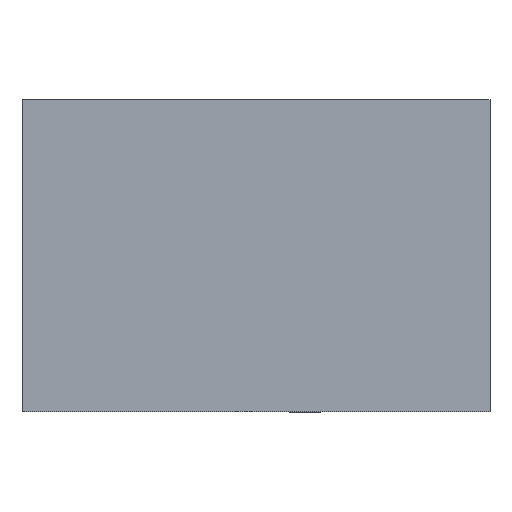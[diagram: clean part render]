
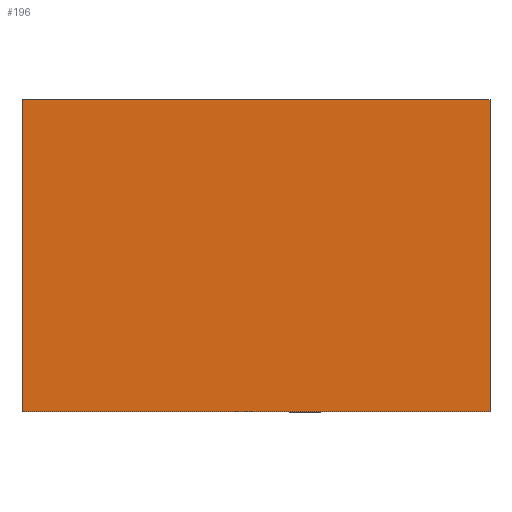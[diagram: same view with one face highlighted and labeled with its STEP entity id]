
A CAD part, front view. The second image highlights one B-rep face of the part: STEP entity #196.
In plain terms, the highlighted planar face has unit normal (0, -1, 0).
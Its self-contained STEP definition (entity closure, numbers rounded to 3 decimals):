
#143 = AXIS2_PLACEMENT_3D ( 'NONE', #2250, #1784, #2979 ) ;
#148 = VERTEX_POINT ( 'NONE', #2997 ) ;
#162 = VECTOR ( 'NONE', #1223, 1000. ) ;
#196 = ADVANCED_FACE ( 'NONE', ( #2607 ), #1069, .F. ) ;
#259 = CARTESIAN_POINT ( 'NONE',  ( 22.5, -38., 0. ) ) ;
#474 = VERTEX_POINT ( 'NONE', #2420 ) ;
#534 = LINE ( 'NONE', #2421, #581 ) ;
#581 = VECTOR ( 'NONE', #1271, 1000. ) ;
#644 = DIRECTION ( 'NONE',  ( 1., 0., 0. ) ) ;
#743 = VECTOR ( 'NONE', #644, 1000. ) ;
#844 = EDGE_CURVE ( 'NONE', #2702, #1016, #1366, .T. ) ;
#892 = LINE ( 'NONE', #2859, #2060 ) ;
#915 = CARTESIAN_POINT ( 'NONE',  ( -22.5, -38., 0. ) ) ;
#984 = LINE ( 'NONE', #1722, #162 ) ;
#1007 = ORIENTED_EDGE ( 'NONE', *, *, #844, .T. ) ;
#1016 = VERTEX_POINT ( 'NONE', #259 ) ;
#1069 = PLANE ( 'NONE',  #143 ) ;
#1223 = DIRECTION ( 'NONE',  ( 0., 0., -1. ) ) ;
#1248 = ORIENTED_EDGE ( 'NONE', *, *, #1387, .T. ) ;
#1271 = DIRECTION ( 'NONE',  ( 0., 0., -1. ) ) ;
#1366 = LINE ( 'NONE', #915, #743 ) ;
#1387 = EDGE_CURVE ( 'NONE', #474, #2702, #984, .T. ) ;
#1722 = CARTESIAN_POINT ( 'NONE',  ( -22.5, -38., 30. ) ) ;
#1723 = CARTESIAN_POINT ( 'NONE',  ( -22.5, -38., 0. ) ) ;
#1784 = DIRECTION ( 'NONE',  ( 0., 1., 0. ) ) ;
#1814 = ORIENTED_EDGE ( 'NONE', *, *, #3007, .F. ) ;
#1943 = EDGE_CURVE ( 'NONE', #474, #148, #892, .T. ) ;
#2060 = VECTOR ( 'NONE', #2171, 1000. ) ;
#2171 = DIRECTION ( 'NONE',  ( 1., 0., 0. ) ) ;
#2250 = CARTESIAN_POINT ( 'NONE',  ( -22.5, -38., 30. ) ) ;
#2267 = ORIENTED_EDGE ( 'NONE', *, *, #1943, .F. ) ;
#2420 = CARTESIAN_POINT ( 'NONE',  ( -22.5, -38., 30. ) ) ;
#2421 = CARTESIAN_POINT ( 'NONE',  ( 22.5, -38., 30. ) ) ;
#2607 = FACE_OUTER_BOUND ( 'NONE', #2894, .T. ) ;
#2702 = VERTEX_POINT ( 'NONE', #1723 ) ;
#2859 = CARTESIAN_POINT ( 'NONE',  ( -22.5, -38., 30. ) ) ;
#2894 = EDGE_LOOP ( 'NONE', ( #1007, #1814, #2267, #1248 ) ) ;
#2979 = DIRECTION ( 'NONE',  ( 0., 0., 1. ) ) ;
#2997 = CARTESIAN_POINT ( 'NONE',  ( 22.5, -38., 30. ) ) ;
#3007 = EDGE_CURVE ( 'NONE', #148, #1016, #534, .T. ) ;
